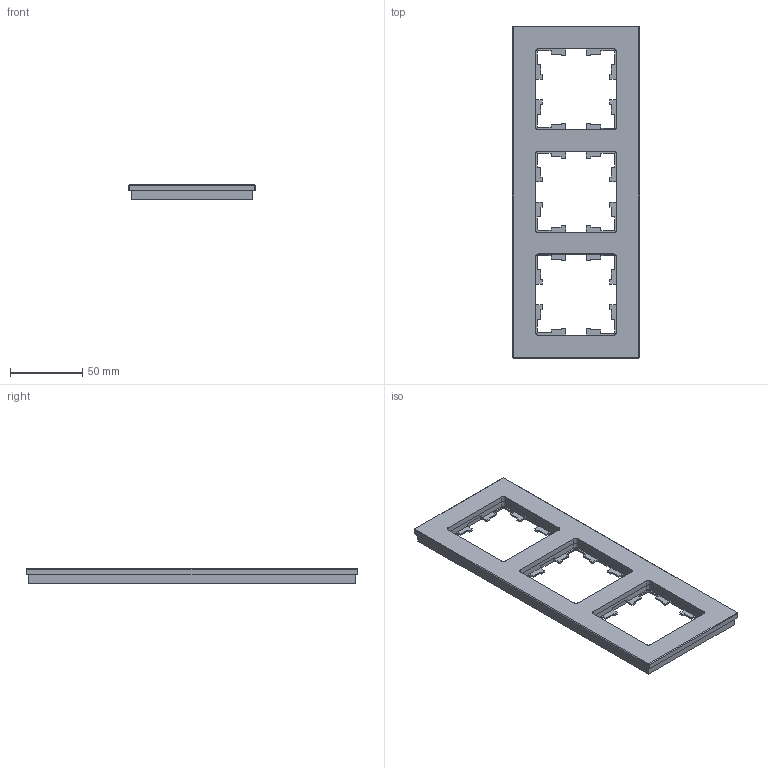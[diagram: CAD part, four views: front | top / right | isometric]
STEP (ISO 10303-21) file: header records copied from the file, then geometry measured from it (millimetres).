
FILE_DESCRIPTION (( 'STEP AP214' ), '1' );
FILE_NAME ('BRITE Ðàìêà 3-ìåñò..STEP', '2025-04-04T07:55:21', ( '' ), ( '' ), 'SwSTEP 2.0', 'SolidWorks 2022', '' );
FILE_SCHEMA (( 'AUTOMOTIVE_DESIGN' ));
Length unit declared in the file: millimetre
Products named in the file (1): BRITE Рамка 3-мест.
Bounding box: 88 x 230.4 x 10.3 mm (x, y, z)
Volume: 103068.3 mm3; surface area: 42277.3 mm2
Topology: 1 solids, 1 shells, 359 faces, 1008 edges, 652 vertices
Faces by surface type: plane 299, cylinder 36, bspline 12, cone 12
Entity records: 11360 total; most frequent: CARTESIAN_POINT 2284, ORIENTED_EDGE 2016, DIRECTION 1680, EDGE_CURVE 1008, VECTOR 912, LINE 912, VERTEX_POINT 652, AXIS2_PLACEMENT_3D 384
